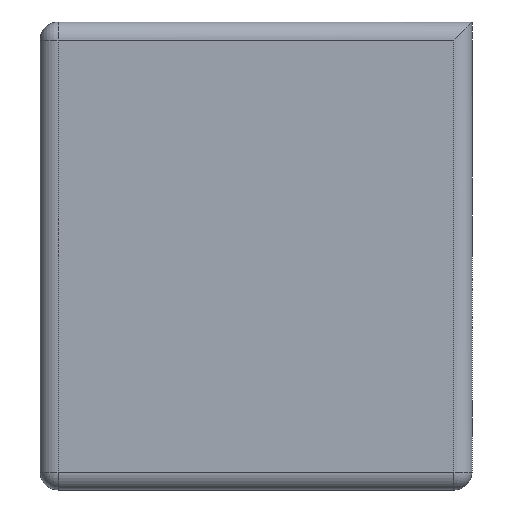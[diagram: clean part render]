
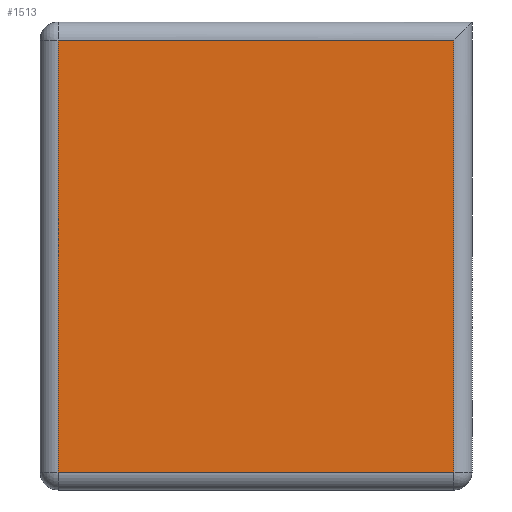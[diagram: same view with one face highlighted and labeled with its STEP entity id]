
A CAD part, left-side view. The second image highlights one B-rep face of the part: STEP entity #1513.
In plain terms, the highlighted planar face has unit normal (-1, 0, 0).
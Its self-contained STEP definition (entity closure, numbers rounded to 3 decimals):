
#2 = CARTESIAN_POINT ( 'NONE',  ( 0., 1828.8, -76.2 ) ) ;
#8 = ORIENTED_EDGE ( 'NONE', *, *, #425, .T. ) ;
#34 = DIRECTION ( 'NONE',  ( 0., -1., 0. ) ) ;
#152 = EDGE_CURVE ( 'NONE', #979, #964, #1219, .T. ) ;
#341 = ORIENTED_EDGE ( 'NONE', *, *, #982, .T. ) ;
#402 = VECTOR ( 'NONE', #34, 1000. ) ;
#425 = EDGE_CURVE ( 'NONE', #964, #1229, #1509, .T. ) ;
#610 = FACE_OUTER_BOUND ( 'NONE', #1488, .T. ) ;
#615 = DIRECTION ( 'NONE',  ( 0., 0., 1. ) ) ;
#622 = CARTESIAN_POINT ( 'NONE',  ( 0., 1752.6, -76.2 ) ) ;
#626 = CARTESIAN_POINT ( 'NONE',  ( 0., 1828.8, 0. ) ) ;
#637 = LINE ( 'NONE', #2, #957 ) ;
#691 = ORIENTED_EDGE ( 'NONE', *, *, #863, .T. ) ;
#717 = CARTESIAN_POINT ( 'NONE',  ( 0., 1752.6, -1905. ) ) ;
#723 = VECTOR ( 'NONE', #615, 1000. ) ;
#859 = DIRECTION ( 'NONE',  ( 1., 0., 0. ) ) ;
#863 = EDGE_CURVE ( 'NONE', #1088, #979, #637, .T. ) ;
#866 = CARTESIAN_POINT ( 'NONE',  ( 0., 76.2, -76.2 ) ) ;
#957 = VECTOR ( 'NONE', #1168, 1000. ) ;
#964 = VERTEX_POINT ( 'NONE', #717 ) ;
#979 = VERTEX_POINT ( 'NONE', #622 ) ;
#982 = EDGE_CURVE ( 'NONE', #1229, #1088, #1500, .T. ) ;
#1088 = VERTEX_POINT ( 'NONE', #866 ) ;
#1149 = AXIS2_PLACEMENT_3D ( 'NONE', #626, #859, #1432 ) ;
#1168 = DIRECTION ( 'NONE',  ( 0., 1., 0. ) ) ;
#1219 = LINE ( 'NONE', #1484, #1345 ) ;
#1229 = VERTEX_POINT ( 'NONE', #1355 ) ;
#1287 = CARTESIAN_POINT ( 'NONE',  ( 0., 76.2, 0. ) ) ;
#1323 = PLANE ( 'NONE',  #1149 ) ;
#1345 = VECTOR ( 'NONE', #1369, 1000. ) ;
#1355 = CARTESIAN_POINT ( 'NONE',  ( 0., 76.2, -1905. ) ) ;
#1369 = DIRECTION ( 'NONE',  ( 0., 0., -1. ) ) ;
#1382 = ORIENTED_EDGE ( 'NONE', *, *, #152, .T. ) ;
#1432 = DIRECTION ( 'NONE',  ( 0., 0., -1. ) ) ;
#1440 = CARTESIAN_POINT ( 'NONE',  ( 0., 1828.8, -1905. ) ) ;
#1484 = CARTESIAN_POINT ( 'NONE',  ( 0., 1752.6, 0. ) ) ;
#1488 = EDGE_LOOP ( 'NONE', ( #1382, #8, #341, #691 ) ) ;
#1500 = LINE ( 'NONE', #1287, #723 ) ;
#1509 = LINE ( 'NONE', #1440, #402 ) ;
#1513 = ADVANCED_FACE ( 'NONE', ( #610 ), #1323, .F. ) ;
